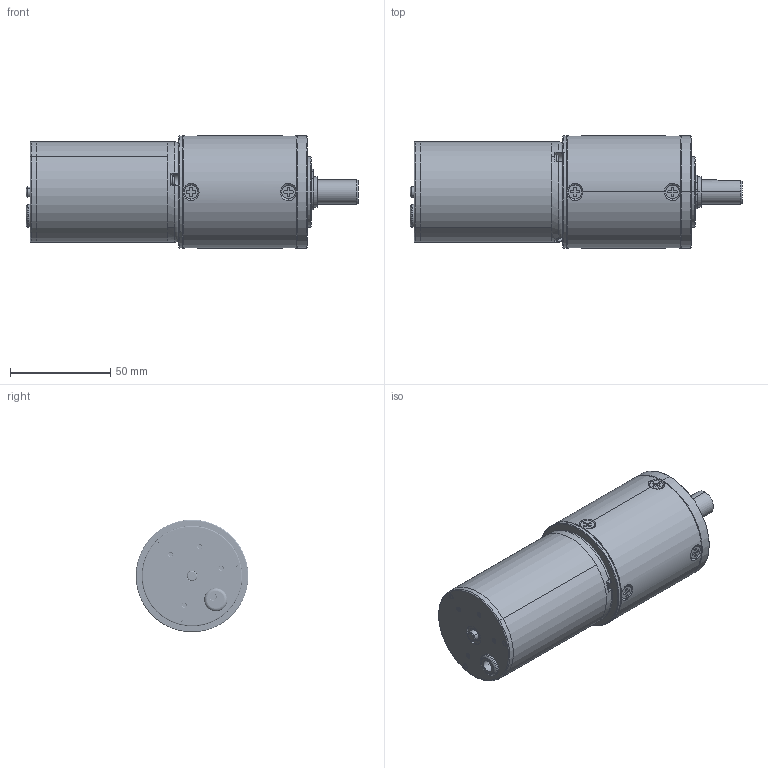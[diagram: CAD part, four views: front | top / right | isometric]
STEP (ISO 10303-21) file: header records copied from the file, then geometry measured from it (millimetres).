
FILE_DESCRIPTION((''),'2;1');
FILE_NAME('56RP-000-000_ASM','2024-07-16T',('86157'),(''),'PRO/ENGINEER BY PARAMETRIC TECHNOLOGY CORPORATION, 2010280','PRO/ENGINEER BY PARAMETRIC TECHNOLOGY CORPORATION, 2010280','');
FILE_SCHEMA(('CONFIG_CONTROL_DESIGN'));
Products named in the file (25): DM056P410010; DM056P530001; 61902-ZZ; 56RP-000-1_ASM; 56RP-002-3B; DM056P310010; 56RP-005-6X13_5; DM056P360010; 56RP-000-2-ZHOU_ASM; W-K-15; 56RP-000-3_ASM; DM056P430010-4KONG-20240515; M3-70____; 5-93__; 5074____-14156; PRODUCT_4140; 625ZZ; 5074____-14387; 5074____-33422; BL5074-3D_ASM; _DM-BL5074; DM-BL5074_ASM; 56RP-000-5_ASM; DM056P351002-M3_5X10; 56RP-000-000_ASM
Assembly tree (38 placements, depth 5):
  56RP-000-000_ASM
    56RP-000-3_ASM
      56RP-000-1_ASM
        DM056P410010
        DM056P530001
        61902-ZZ  x2
      56RP-002-3B
      56RP-000-2-ZHOU_ASM
        DM056P310010
        56RP-005-6X13_5  x4
        DM056P360010
      W-K-15
    56RP-000-5_ASM
      DM056P430010-4KONG-20240515
      DM-BL5074_ASM
        BL5074-3D_ASM
          M3-70____  x3
          5-93__
          5074____-14156
          PRODUCT_4140
          625ZZ  x2
          5074____-14387
          5074____-33422
        _DM-BL5074
    DM056P351002-M3_5X10  x8
Bounding box: 165.2 x 56 x 56 mm (x, y, z)
Volume: 122465 mm3; surface area: 98531.4 mm2
Topology: 31 solids, 44 shells, 1845 faces, 4915 edges, 3160 vertices
Faces by surface type: cylinder 1057, plane 334, cone 153, torus 128, extrusion 96, bspline 77
Entity records: 97389 total; most frequent: CARTESIAN_POINT 61676, ORIENTED_EDGE 7894, DIRECTION 6508, EDGE_CURVE 3977, VERTEX_POINT 2580, AXIS2_PLACEMENT_3D 2464, EDGE_LOOP 1594, VECTOR 1580
